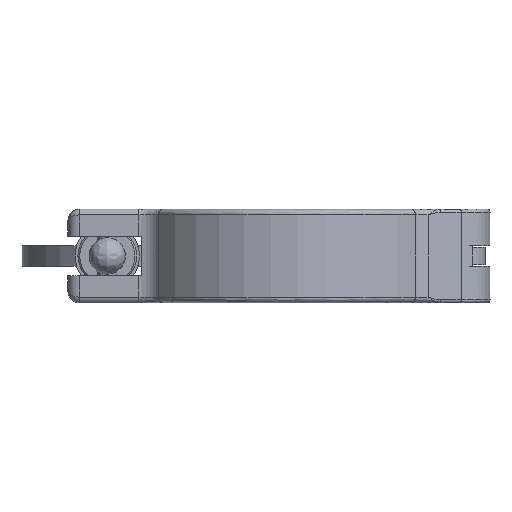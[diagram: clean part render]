
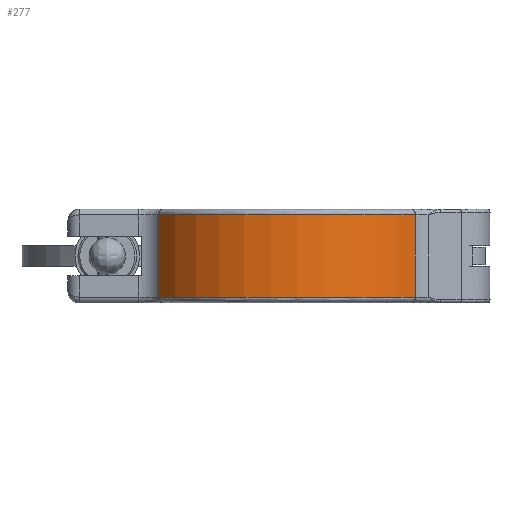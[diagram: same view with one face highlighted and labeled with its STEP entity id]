
A CAD part, front view. The second image highlights one B-rep face of the part: STEP entity #277.
In plain terms, the highlighted cylindrical face has radius 27 mm (diameter 54 mm), a partial arc.
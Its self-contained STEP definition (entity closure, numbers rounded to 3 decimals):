
#155 = LINE ( 'NONE', #6777, #4308 ) ;
#277 = ADVANCED_FACE ( 'NONE', ( #1376 ), #9216, .T. ) ;
#1172 = CIRCLE ( 'NONE', #3185, 27. ) ;
#1238 = DIRECTION ( 'NONE',  ( 0., 0., 1. ) ) ;
#1376 = FACE_OUTER_BOUND ( 'NONE', #9924, .T. ) ;
#1641 = ORIENTED_EDGE ( 'NONE', *, *, #7867, .T. ) ;
#1666 = VERTEX_POINT ( 'NONE', #6725 ) ;
#1779 = DIRECTION ( 'NONE',  ( 0., 0., 1. ) ) ;
#2133 = CARTESIAN_POINT ( 'NONE',  ( 0., 0., -7. ) ) ;
#2753 = ORIENTED_EDGE ( 'NONE', *, *, #7161, .T. ) ;
#2960 = DIRECTION ( 'NONE',  ( -1., 0., 0. ) ) ;
#3185 = AXIS2_PLACEMENT_3D ( 'NONE', #6244, #1238, #7074 ) ;
#3234 = LINE ( 'NONE', #10150, #7684 ) ;
#3812 = VERTEX_POINT ( 'NONE', #8538 ) ;
#4308 = VECTOR ( 'NONE', #1779, 1000. ) ;
#4807 = AXIS2_PLACEMENT_3D ( 'NONE', #2133, #7969, #2960 ) ;
#5014 = EDGE_CURVE ( 'NONE', #1666, #3812, #155, .T. ) ;
#5169 = AXIS2_PLACEMENT_3D ( 'NONE', #5481, #5449, #7169 ) ;
#5275 = CARTESIAN_POINT ( 'NONE',  ( -22.578, -14.806, -7. ) ) ;
#5449 = DIRECTION ( 'NONE',  ( 0., 0., -1. ) ) ;
#5481 = CARTESIAN_POINT ( 'NONE',  ( 0., 0., 8. ) ) ;
#6059 = EDGE_CURVE ( 'NONE', #10656, #3812, #1172, .T. ) ;
#6244 = CARTESIAN_POINT ( 'NONE',  ( 0., 0., 7. ) ) ;
#6725 = CARTESIAN_POINT ( 'NONE',  ( 21.275, -16.625, -7. ) ) ;
#6777 = CARTESIAN_POINT ( 'NONE',  ( 21.275, -16.625, 8. ) ) ;
#7074 = DIRECTION ( 'NONE',  ( 1., 0., 0. ) ) ;
#7161 = EDGE_CURVE ( 'NONE', #7943, #1666, #8606, .T. ) ;
#7169 = DIRECTION ( 'NONE',  ( -1., 0., 0. ) ) ;
#7684 = VECTOR ( 'NONE', #8430, 1000. ) ;
#7867 = EDGE_CURVE ( 'NONE', #10656, #7943, #3234, .T. ) ;
#7943 = VERTEX_POINT ( 'NONE', #5275 ) ;
#7969 = DIRECTION ( 'NONE',  ( 0., 0., 1. ) ) ;
#8430 = DIRECTION ( 'NONE',  ( 0., 0., -1. ) ) ;
#8538 = CARTESIAN_POINT ( 'NONE',  ( 21.275, -16.625, 7. ) ) ;
#8606 = CIRCLE ( 'NONE', #4807, 27. ) ;
#9089 = CARTESIAN_POINT ( 'NONE',  ( -22.578, -14.806, 7. ) ) ;
#9216 = CYLINDRICAL_SURFACE ( 'NONE', #5169, 27. ) ;
#9924 = EDGE_LOOP ( 'NONE', ( #1641, #2753, #10496, #10360 ) ) ;
#10150 = CARTESIAN_POINT ( 'NONE',  ( -22.578, -14.806, 8. ) ) ;
#10360 = ORIENTED_EDGE ( 'NONE', *, *, #6059, .F. ) ;
#10496 = ORIENTED_EDGE ( 'NONE', *, *, #5014, .T. ) ;
#10656 = VERTEX_POINT ( 'NONE', #9089 ) ;
